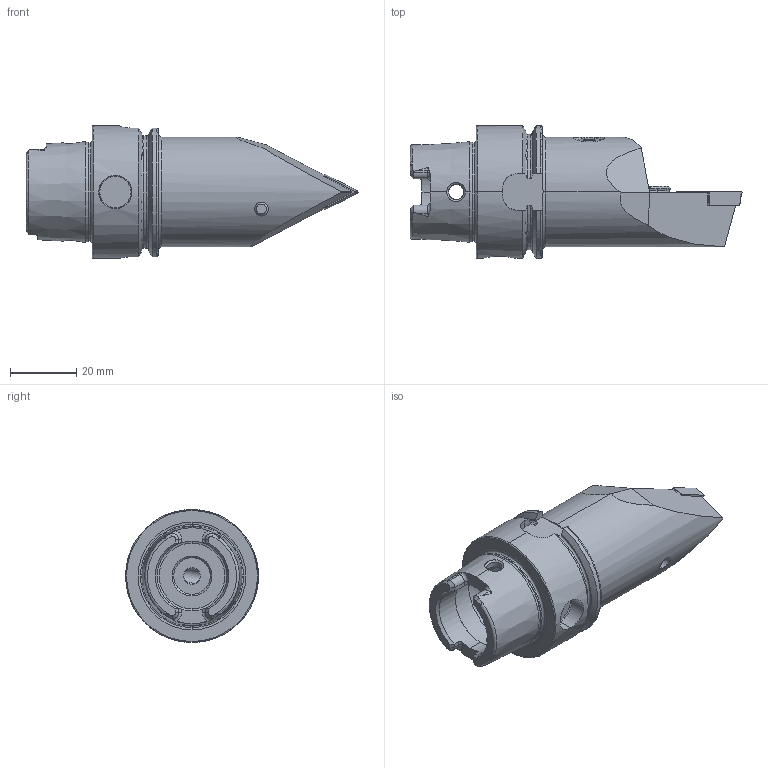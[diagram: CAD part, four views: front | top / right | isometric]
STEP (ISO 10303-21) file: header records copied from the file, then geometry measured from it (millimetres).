
FILE_DESCRIPTION (( 'STEP AP214' ), '1' );
FILE_NAME ('HA4.KDB.NNA.080-HP.STEP', '2020-09-11T11:10:58', ( '' ), ( '' ), 'SwSTEP 2.0', 'SolidWorks 2017', '' );
FILE_SCHEMA (( 'AUTOMOTIVE_DESIGN' ));
Length unit declared in the file: millimetre
Products named in the file (10): HA4.KDB.NNA.080-HP; DCMT11T304; CHP-ER1.008.011_A; HA4-KDB.NNA.080-HP_A_Fertigbearbeitung; CHP-ER1.015.006_A; WCB-ER2.001.009_A; DIN 3771 - 13x1; CHP-ER1.015.006; DIN 7991 - M5x15; ISO 8752 2x8
Assembly tree (9 placements, depth 3):
  HA4.KDB.NNA.080-HP
    HA4-KDB.NNA.080-HP_A_Fertigbearbeitung
    DCMT11T304
    WCB-ER2.001.009_A
    CHP-ER1.015.006
      CHP-ER1.015.006_A
      DIN 3771 - 13x1
      DIN 7991 - M5x15
    CHP-ER1.008.011_A
    ISO 8752 2x8
Bounding box: 99.91 x 40 x 40 mm (x, y, z)
Volume: 52955.4 mm3; surface area: 17399.1 mm2
Topology: 8 solids, 8 shells, 410 faces, 1017 edges, 614 vertices
Faces by surface type: cylinder 117, plane 116, cone 101, torus 54, bspline 20, sphere 2
Entity records: 15630 total; most frequent: CARTESIAN_POINT 4541, ORIENTED_EDGE 2002, DIRECTION 1947, EDGE_CURVE 1001, AXIS2_PLACEMENT_3D 785, VERTEX_POINT 614, EDGE_LOOP 435, FACE_OUTER_BOUND 410
